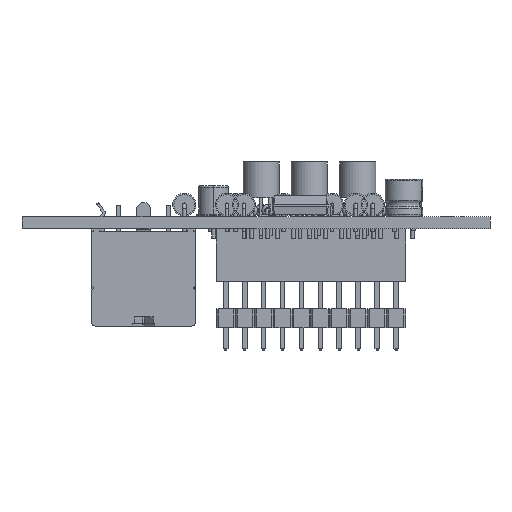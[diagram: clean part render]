
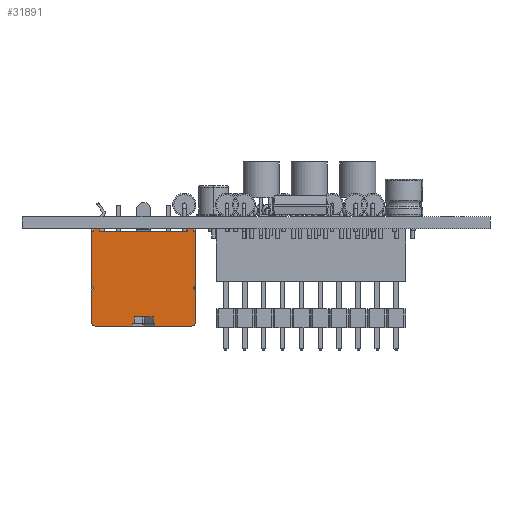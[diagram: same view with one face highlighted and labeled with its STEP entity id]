
A CAD part, front view. The second image highlights one B-rep face of the part: STEP entity #31891.
In plain terms, the highlighted face is planar.
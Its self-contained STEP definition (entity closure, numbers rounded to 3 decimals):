
#31382 = VERTEX_POINT('',#31383);
#31383 = CARTESIAN_POINT('',(-6.693,1.348,-12.827));
#31389 = EDGE_CURVE('',#31382,#31390,#31392,.T.);
#31390 = VERTEX_POINT('',#31391);
#31391 = CARTESIAN_POINT('',(-6.693,1.466,-12.827));
#31392 = LINE('',#31393,#31394);
#31393 = CARTESIAN_POINT('',(-6.693,1.348,-12.827));
#31394 = VECTOR('',#31395,1.);
#31395 = DIRECTION('',(0.,1.,0.));
#31454 = VERTEX_POINT('',#31455);
#31455 = CARTESIAN_POINT('',(-6.693,-6.157,-12.827));
#31470 = VERTEX_POINT('',#31471);
#31471 = CARTESIAN_POINT('',(-6.693,-6.502,-12.827));
#31477 = EDGE_CURVE('',#31470,#31454,#31478,.T.);
#31478 = LINE('',#31479,#31480);
#31479 = CARTESIAN_POINT('',(-6.693,-6.502,-12.827));
#31480 = VECTOR('',#31481,1.);
#31481 = DIRECTION('',(0.,1.,0.));
#31567 = VERTEX_POINT('',#31568);
#31568 = CARTESIAN_POINT('',(6.693,1.466,-12.827));
#31574 = EDGE_CURVE('',#31575,#31567,#31577,.T.);
#31575 = VERTEX_POINT('',#31576);
#31576 = CARTESIAN_POINT('',(7.013,1.981,-12.827));
#31577 = CIRCLE('',#31578,0.574);
#31578 = AXIS2_PLACEMENT_3D('',#31579,#31580,#31581);
#31579 = CARTESIAN_POINT('',(6.439,1.981,-12.827));
#31580 = DIRECTION('',(0.,0.,-1.));
#31581 = DIRECTION('',(1.,0.,0.));
#31617 = VERTEX_POINT('',#31618);
#31618 = CARTESIAN_POINT('',(7.013,-6.157,-12.827));
#31624 = EDGE_CURVE('',#31625,#31617,#31627,.T.);
#31625 = VERTEX_POINT('',#31626);
#31626 = CARTESIAN_POINT('',(7.013,0.833,-12.827));
#31627 = LINE('',#31628,#31629);
#31628 = CARTESIAN_POINT('',(7.013,0.833,-12.827));
#31629 = VECTOR('',#31630,1.);
#31630 = DIRECTION('',(0.,-1.,0.));
#31640 = EDGE_CURVE('',#31641,#31575,#31643,.T.);
#31641 = VERTEX_POINT('',#31642);
#31642 = CARTESIAN_POINT('',(7.013,5.944,-12.827));
#31643 = LINE('',#31644,#31645);
#31644 = CARTESIAN_POINT('',(7.013,5.944,-12.827));
#31645 = VECTOR('',#31646,1.);
#31646 = DIRECTION('',(0.,-1.,0.));
#31712 = VERTEX_POINT('',#31713);
#31713 = CARTESIAN_POINT('',(6.693,-6.157,-12.827));
#31719 = EDGE_CURVE('',#31617,#31712,#31720,.T.);
#31720 = LINE('',#31721,#31722);
#31721 = CARTESIAN_POINT('',(7.013,-6.157,-12.827));
#31722 = VECTOR('',#31723,1.);
#31723 = DIRECTION('',(-1.,0.,0.));
#31743 = VERTEX_POINT('',#31744);
#31744 = CARTESIAN_POINT('',(-7.013,-6.157,-12.827));
#31750 = EDGE_CURVE('',#31454,#31743,#31751,.T.);
#31751 = LINE('',#31752,#31753);
#31752 = CARTESIAN_POINT('',(-6.693,-6.157,-12.827));
#31753 = VECTOR('',#31754,1.);
#31754 = DIRECTION('',(-1.,0.,0.));
#31891 = ADVANCED_FACE('',(#31892),#32082,.T.);
#31892 = FACE_BOUND('',#31893,.T.);
#31893 = EDGE_LOOP('',(#31894,#31904,#31912,#31920,#31928,#31936,#31944,
    #31952,#31960,#31968,#31975,#31976,#31977,#31985,#31992,#31993,
    #31994,#32002,#32010,#32018,#32026,#32034,#32040,#32041,#32042,
    #32050,#32057,#32058,#32067,#32075));
#31894 = ORIENTED_EDGE('',*,*,#31895,.T.);
#31895 = EDGE_CURVE('',#31896,#31898,#31900,.T.);
#31896 = VERTEX_POINT('',#31897);
#31897 = CARTESIAN_POINT('',(-6.439,6.518,-12.827));
#31898 = VERTEX_POINT('',#31899);
#31899 = CARTESIAN_POINT('',(-1.524,6.518,-12.827));
#31900 = LINE('',#31901,#31902);
#31901 = CARTESIAN_POINT('',(-6.439,6.518,-12.827));
#31902 = VECTOR('',#31903,1.);
#31903 = DIRECTION('',(1.,0.,0.));
#31904 = ORIENTED_EDGE('',*,*,#31905,.T.);
#31905 = EDGE_CURVE('',#31898,#31906,#31908,.T.);
#31906 = VERTEX_POINT('',#31907);
#31907 = CARTESIAN_POINT('',(-1.524,6.198,-12.827));
#31908 = LINE('',#31909,#31910);
#31909 = CARTESIAN_POINT('',(-1.524,6.518,-12.827));
#31910 = VECTOR('',#31911,1.);
#31911 = DIRECTION('',(0.,-1.,0.));
#31912 = ORIENTED_EDGE('',*,*,#31913,.F.);
#31913 = EDGE_CURVE('',#31914,#31906,#31916,.T.);
#31914 = VERTEX_POINT('',#31915);
#31915 = CARTESIAN_POINT('',(-1.27,6.198,-12.827));
#31916 = LINE('',#31917,#31918);
#31917 = CARTESIAN_POINT('',(-1.27,6.198,-12.827));
#31918 = VECTOR('',#31919,1.);
#31919 = DIRECTION('',(-1.,0.,0.));
#31920 = ORIENTED_EDGE('',*,*,#31921,.T.);
#31921 = EDGE_CURVE('',#31914,#31922,#31924,.T.);
#31922 = VERTEX_POINT('',#31923);
#31923 = CARTESIAN_POINT('',(-1.27,5.283,-12.827));
#31924 = LINE('',#31925,#31926);
#31925 = CARTESIAN_POINT('',(-1.27,6.198,-12.827));
#31926 = VECTOR('',#31927,1.);
#31927 = DIRECTION('',(0.,-1.,0.));
#31928 = ORIENTED_EDGE('',*,*,#31929,.T.);
#31929 = EDGE_CURVE('',#31922,#31930,#31932,.T.);
#31930 = VERTEX_POINT('',#31931);
#31931 = CARTESIAN_POINT('',(1.27,5.283,-12.827));
#31932 = LINE('',#31933,#31934);
#31933 = CARTESIAN_POINT('',(-1.27,5.283,-12.827));
#31934 = VECTOR('',#31935,1.);
#31935 = DIRECTION('',(1.,0.,0.));
#31936 = ORIENTED_EDGE('',*,*,#31937,.F.);
#31937 = EDGE_CURVE('',#31938,#31930,#31940,.T.);
#31938 = VERTEX_POINT('',#31939);
#31939 = CARTESIAN_POINT('',(1.27,6.198,-12.827));
#31940 = LINE('',#31941,#31942);
#31941 = CARTESIAN_POINT('',(1.27,6.198,-12.827));
#31942 = VECTOR('',#31943,1.);
#31943 = DIRECTION('',(0.,-1.,0.));
#31944 = ORIENTED_EDGE('',*,*,#31945,.F.);
#31945 = EDGE_CURVE('',#31946,#31938,#31948,.T.);
#31946 = VERTEX_POINT('',#31947);
#31947 = CARTESIAN_POINT('',(1.524,6.198,-12.827));
#31948 = LINE('',#31949,#31950);
#31949 = CARTESIAN_POINT('',(1.524,6.198,-12.827));
#31950 = VECTOR('',#31951,1.);
#31951 = DIRECTION('',(-1.,0.,0.));
#31952 = ORIENTED_EDGE('',*,*,#31953,.F.);
#31953 = EDGE_CURVE('',#31954,#31946,#31956,.T.);
#31954 = VERTEX_POINT('',#31955);
#31955 = CARTESIAN_POINT('',(1.524,6.518,-12.827));
#31956 = LINE('',#31957,#31958);
#31957 = CARTESIAN_POINT('',(1.524,6.518,-12.827));
#31958 = VECTOR('',#31959,1.);
#31959 = DIRECTION('',(0.,-1.,0.));
#31960 = ORIENTED_EDGE('',*,*,#31961,.T.);
#31961 = EDGE_CURVE('',#31954,#31962,#31964,.T.);
#31962 = VERTEX_POINT('',#31963);
#31963 = CARTESIAN_POINT('',(6.439,6.518,-12.827));
#31964 = LINE('',#31965,#31966);
#31965 = CARTESIAN_POINT('',(1.524,6.518,-12.827));
#31966 = VECTOR('',#31967,1.);
#31967 = DIRECTION('',(1.,0.,0.));
#31968 = ORIENTED_EDGE('',*,*,#31969,.T.);
#31969 = EDGE_CURVE('',#31962,#31641,#31970,.T.);
#31970 = CIRCLE('',#31971,0.574);
#31971 = AXIS2_PLACEMENT_3D('',#31972,#31973,#31974);
#31972 = CARTESIAN_POINT('',(6.439,5.944,-12.827));
#31973 = DIRECTION('',(0.,0.,-1.));
#31974 = DIRECTION('',(0.,1.,0.));
#31975 = ORIENTED_EDGE('',*,*,#31640,.T.);
#31976 = ORIENTED_EDGE('',*,*,#31574,.T.);
#31977 = ORIENTED_EDGE('',*,*,#31978,.F.);
#31978 = EDGE_CURVE('',#31979,#31567,#31981,.T.);
#31979 = VERTEX_POINT('',#31980);
#31980 = CARTESIAN_POINT('',(6.693,1.348,-12.827));
#31981 = LINE('',#31982,#31983);
#31982 = CARTESIAN_POINT('',(6.693,1.348,-12.827));
#31983 = VECTOR('',#31984,1.);
#31984 = DIRECTION('',(0.,1.,0.));
#31985 = ORIENTED_EDGE('',*,*,#31986,.T.);
#31986 = EDGE_CURVE('',#31979,#31625,#31987,.T.);
#31987 = CIRCLE('',#31988,0.574);
#31988 = AXIS2_PLACEMENT_3D('',#31989,#31990,#31991);
#31989 = CARTESIAN_POINT('',(6.439,0.833,-12.827));
#31990 = DIRECTION('',(0.,0.,-1.));
#31991 = DIRECTION('',(0.442,0.897,0.));
#31992 = ORIENTED_EDGE('',*,*,#31624,.T.);
#31993 = ORIENTED_EDGE('',*,*,#31719,.T.);
#31994 = ORIENTED_EDGE('',*,*,#31995,.F.);
#31995 = EDGE_CURVE('',#31996,#31712,#31998,.T.);
#31996 = VERTEX_POINT('',#31997);
#31997 = CARTESIAN_POINT('',(6.693,-6.502,-12.827));
#31998 = LINE('',#31999,#32000);
#31999 = CARTESIAN_POINT('',(6.693,-6.502,-12.827));
#32000 = VECTOR('',#32001,1.);
#32001 = DIRECTION('',(0.,1.,0.));
#32002 = ORIENTED_EDGE('',*,*,#32003,.F.);
#32003 = EDGE_CURVE('',#32004,#31996,#32006,.T.);
#32004 = VERTEX_POINT('',#32005);
#32005 = CARTESIAN_POINT('',(5.855,-6.502,-12.827));
#32006 = LINE('',#32007,#32008);
#32007 = CARTESIAN_POINT('',(5.855,-6.502,-12.827));
#32008 = VECTOR('',#32009,1.);
#32009 = DIRECTION('',(1.,0.,0.));
#32010 = ORIENTED_EDGE('',*,*,#32011,.T.);
#32011 = EDGE_CURVE('',#32004,#32012,#32014,.T.);
#32012 = VERTEX_POINT('',#32013);
#32013 = CARTESIAN_POINT('',(5.855,-6.121,-12.827));
#32014 = LINE('',#32015,#32016);
#32015 = CARTESIAN_POINT('',(5.855,-6.502,-12.827));
#32016 = VECTOR('',#32017,1.);
#32017 = DIRECTION('',(0.,1.,0.));
#32018 = ORIENTED_EDGE('',*,*,#32019,.F.);
#32019 = EDGE_CURVE('',#32020,#32012,#32022,.T.);
#32020 = VERTEX_POINT('',#32021);
#32021 = CARTESIAN_POINT('',(-5.855,-6.121,-12.827));
#32022 = LINE('',#32023,#32024);
#32023 = CARTESIAN_POINT('',(-5.855,-6.121,-12.827));
#32024 = VECTOR('',#32025,1.);
#32025 = DIRECTION('',(1.,0.,0.));
#32026 = ORIENTED_EDGE('',*,*,#32027,.F.);
#32027 = EDGE_CURVE('',#32028,#32020,#32030,.T.);
#32028 = VERTEX_POINT('',#32029);
#32029 = CARTESIAN_POINT('',(-5.855,-6.502,-12.827));
#32030 = LINE('',#32031,#32032);
#32031 = CARTESIAN_POINT('',(-5.855,-6.502,-12.827));
#32032 = VECTOR('',#32033,1.);
#32033 = DIRECTION('',(0.,1.,0.));
#32034 = ORIENTED_EDGE('',*,*,#32035,.F.);
#32035 = EDGE_CURVE('',#31470,#32028,#32036,.T.);
#32036 = LINE('',#32037,#32038);
#32037 = CARTESIAN_POINT('',(-6.693,-6.502,-12.827));
#32038 = VECTOR('',#32039,1.);
#32039 = DIRECTION('',(1.,0.,0.));
#32040 = ORIENTED_EDGE('',*,*,#31477,.T.);
#32041 = ORIENTED_EDGE('',*,*,#31750,.T.);
#32042 = ORIENTED_EDGE('',*,*,#32043,.T.);
#32043 = EDGE_CURVE('',#31743,#32044,#32046,.T.);
#32044 = VERTEX_POINT('',#32045);
#32045 = CARTESIAN_POINT('',(-7.013,0.833,-12.827));
#32046 = LINE('',#32047,#32048);
#32047 = CARTESIAN_POINT('',(-7.013,-6.157,-12.827));
#32048 = VECTOR('',#32049,1.);
#32049 = DIRECTION('',(0.,1.,0.));
#32050 = ORIENTED_EDGE('',*,*,#32051,.T.);
#32051 = EDGE_CURVE('',#32044,#31382,#32052,.T.);
#32052 = CIRCLE('',#32053,0.574);
#32053 = AXIS2_PLACEMENT_3D('',#32054,#32055,#32056);
#32054 = CARTESIAN_POINT('',(-6.439,0.833,-12.827));
#32055 = DIRECTION('',(0.,0.,-1.));
#32056 = DIRECTION('',(-1.,0.,0.));
#32057 = ORIENTED_EDGE('',*,*,#31389,.T.);
#32058 = ORIENTED_EDGE('',*,*,#32059,.T.);
#32059 = EDGE_CURVE('',#31390,#32060,#32062,.T.);
#32060 = VERTEX_POINT('',#32061);
#32061 = CARTESIAN_POINT('',(-7.013,1.981,-12.827));
#32062 = CIRCLE('',#32063,0.574);
#32063 = AXIS2_PLACEMENT_3D('',#32064,#32065,#32066);
#32064 = CARTESIAN_POINT('',(-6.439,1.981,-12.827));
#32065 = DIRECTION('',(-0.,0.,-1.));
#32066 = DIRECTION('',(-0.442,-0.897,0.));
#32067 = ORIENTED_EDGE('',*,*,#32068,.T.);
#32068 = EDGE_CURVE('',#32060,#32069,#32071,.T.);
#32069 = VERTEX_POINT('',#32070);
#32070 = CARTESIAN_POINT('',(-7.013,5.944,-12.827));
#32071 = LINE('',#32072,#32073);
#32072 = CARTESIAN_POINT('',(-7.013,1.981,-12.827));
#32073 = VECTOR('',#32074,1.);
#32074 = DIRECTION('',(0.,1.,0.));
#32075 = ORIENTED_EDGE('',*,*,#32076,.T.);
#32076 = EDGE_CURVE('',#32069,#31896,#32077,.T.);
#32077 = CIRCLE('',#32078,0.574);
#32078 = AXIS2_PLACEMENT_3D('',#32079,#32080,#32081);
#32079 = CARTESIAN_POINT('',(-6.439,5.944,-12.827));
#32080 = DIRECTION('',(0.,0.,-1.));
#32081 = DIRECTION('',(-1.,0.,0.));
#32082 = PLANE('',#32083);
#32083 = AXIS2_PLACEMENT_3D('',#32084,#32085,#32086);
#32084 = CARTESIAN_POINT('',(-6.693,-6.502,-12.827));
#32085 = DIRECTION('',(0.,0.,-1.));
#32086 = DIRECTION('',(0.,-1.,0.));
